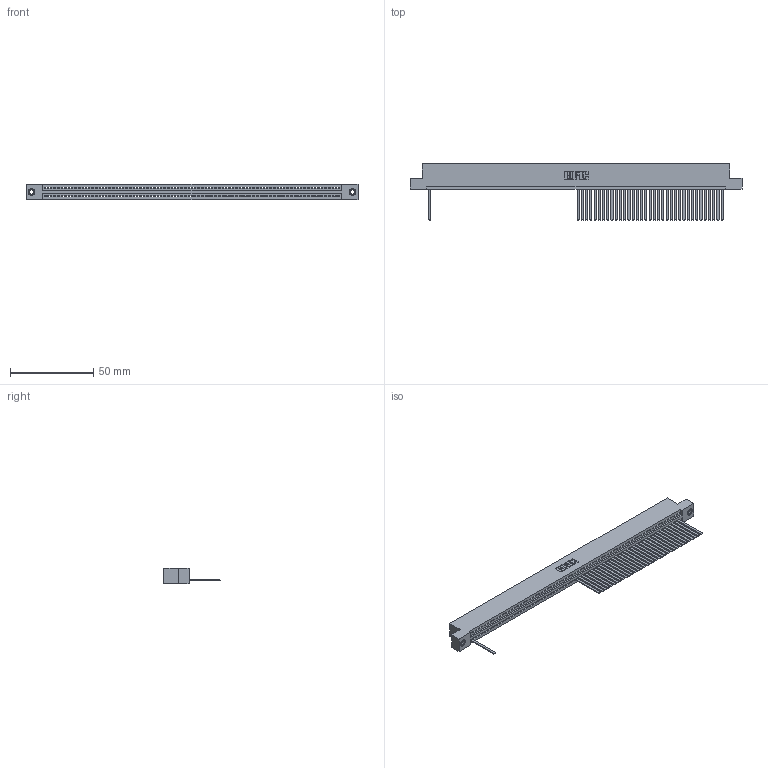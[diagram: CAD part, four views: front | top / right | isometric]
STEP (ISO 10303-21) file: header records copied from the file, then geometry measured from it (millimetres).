
FILE_DESCRIPTION (( 'STEP AP203' ), '1' );
FILE_NAME ('395-070-544-107.STEP', '2018-11-26T22:37:20', ( '' ), ( '' ), 'SwSTEP 2.0', 'SolidWorks 2016', '' );
FILE_SCHEMA (( 'CONFIG_CONTROL_DESIGN' ));
Length unit declared in the file: inch
Products named in the file (4): 395-070-544-107; 345-292-001_345-293-144; 345 Part_Flush Mounting Lugs - 0.156 Dia-TI; 345-250-001_345-250-005-103
Assembly tree (39 placements, depth 2):
  395-070-544-107
    345 Part_Flush Mounting Lugs - 0.156 Dia-TI
    345-292-001_345-293-144  x36
    345-250-001_345-250-005-103  x2
Bounding box: 199.01 x 33.96 x 9.4 mm (x, y, z)
Volume: 19145.5 mm3; surface area: 25039.9 mm2
Topology: 39 solids, 39 shells, 2602 faces, 8001 edges, 5278 vertices
Faces by surface type: plane 1884, cylinder 702, cone 12, torus 4
Entity records: 48828 total; most frequent: ORIENTED_EDGE 8622, CARTESIAN_POINT 8591, DIRECTION 7449, EDGE_CURVE 4311, LINE 3883, VECTOR 3883, VERTEX_POINT 2868, AXIS2_PLACEMENT_3D 1783
